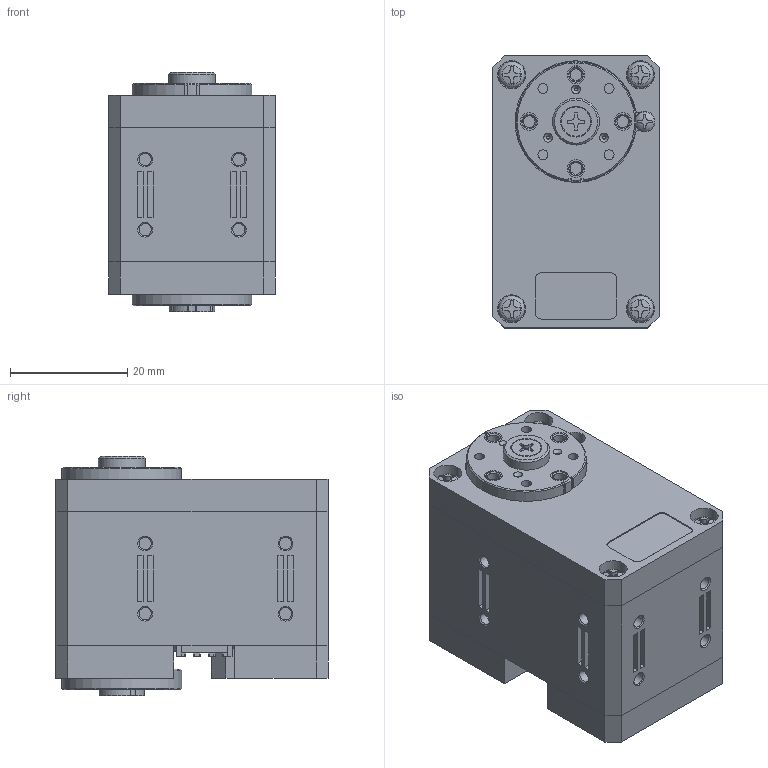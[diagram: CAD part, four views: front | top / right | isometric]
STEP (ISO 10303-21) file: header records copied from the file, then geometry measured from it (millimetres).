
FILE_DESCRIPTION(/* description */ (''),/* implementation_level */ '2;1');
FILE_NAME(/* name */ 'XC-430_idle ny.stp',/* time_stamp */ '2025-08-07T17:01:31+02:00',/* author */ ('roone'),/* organization */ (''),/* preprocessor_version */ 'ST-DEVELOPER v20',/* originating_system */ 'Autodesk Inventor 2025',/* authorisation */ '');
FILE_SCHEMA (('AUTOMOTIVE_DESIGN { 1 0 10303 214 3 1 1 }'));
Length unit declared in the file: millimetre
Products named in the file (18): XC-430_idle (1); DC11_B01_CASE_M_DUMMY; DC11_B01_CASE_F_DUMMY; DC11_B01_CASE_B_DUMMY2; PHS_M2_5X12_K; DX124_SCREW-COVER; DC11_A01_WIN_LED; M_DC11_A01_IDLER_ASM; M_DC11_A01_IDLER; M_DC11_A01_IDLER_CAP; DC11_A01_IDLER_SCREW; DC14_A01_INSERT_1; M_DC11_A01_HORN_ASM; M_DC11_A01_HORN; DC11_A01_HORN_INSERT_1; FHS_M2_5X06_NYLOK; B3B-EH; EHR-3
Assembly tree (33 placements, depth 3):
  XC-430_idle (1)
    DC11_B01_CASE_M_DUMMY
    DC11_B01_CASE_F_DUMMY
    DC11_B01_CASE_B_DUMMY2
    PHS_M2_5X12_K  x8
    DX124_SCREW-COVER
    DC11_A01_WIN_LED
    M_DC11_A01_IDLER_ASM
      M_DC11_A01_IDLER
      DC11_A01_HORN_INSERT_1  x4
      M_DC11_A01_IDLER_CAP
      DC11_A01_IDLER_SCREW
    DC14_A01_INSERT_1
    M_DC11_A01_HORN_ASM
      M_DC11_A01_HORN
      DC11_A01_HORN_INSERT_1  x4
      FHS_M2_5X06_NYLOK
    B3B-EH  x2
    EHR-3  x2
Bounding box: 28.5 x 46.5 x 40.9 mm (x, y, z)
Volume: 43778.1 mm3; surface area: 23351.2 mm2
Topology: 31 solids, 57 shells, 2300 faces, 6371 edges, 4254 vertices
Faces by surface type: plane 1541, cylinder 678, cone 61, torus 11, sphere 9
Full cylindrical faces by diameter (mm): 1.6 x2, 1.7 x9, 2 x9, 2.05 x1, 2.1 x14, 2.2 x1, 2.5 x44, 2.6 x8, 2.8 x1, 3 x12, 3.5 x3, 3.7 x4, 4.8 x8, 5 x3, 5.3 x1, 5.5 x1, 6.4 x1, 8 x1, 10.1 x1, 12.2 x1, 20.5 x1
Entity records: 35823 total; most frequent: CARTESIAN_POINT 7032, DIRECTION 5822, ORIENTED_EDGE 5816, EDGE_CURVE 2946, LINE 2156, VECTOR 2156, VERTEX_POINT 1973, AXIS2_PLACEMENT_3D 1833
